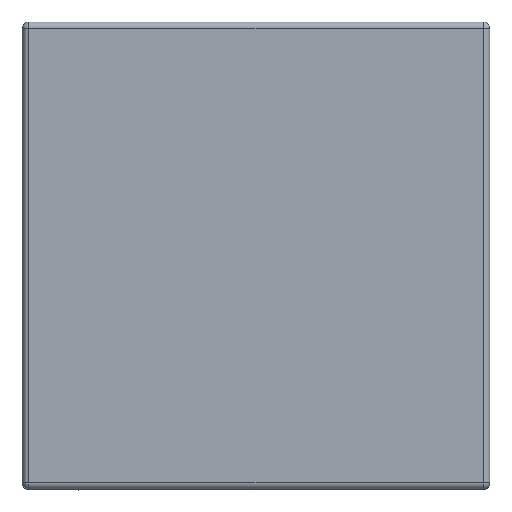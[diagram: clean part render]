
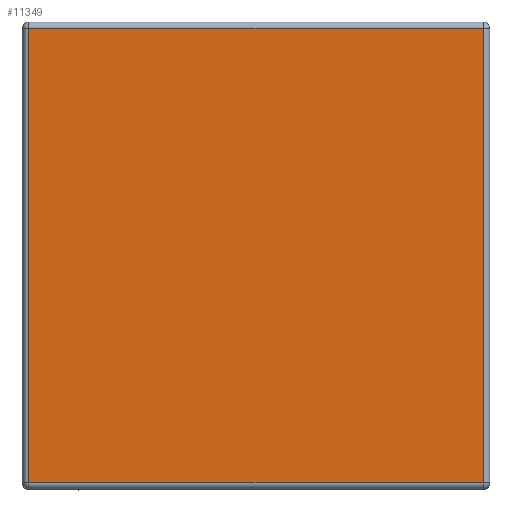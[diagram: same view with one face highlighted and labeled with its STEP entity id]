
A CAD part, top view. The second image highlights one B-rep face of the part: STEP entity #11349.
In plain terms, the highlighted planar face has unit normal (0, 0, 1).
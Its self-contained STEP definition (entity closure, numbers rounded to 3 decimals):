
#406 = CARTESIAN_POINT ( 'NONE',  ( 3.65, 3.75, 3. ) ) ;
#810 = VERTEX_POINT ( 'NONE', #1556 ) ;
#1183 = VERTEX_POINT ( 'NONE', #4622 ) ;
#1220 = VERTEX_POINT ( 'NONE', #6887 ) ;
#1556 = CARTESIAN_POINT ( 'NONE',  ( 3.65, -3.65, 3. ) ) ;
#1593 = LINE ( 'NONE', #8079, #6120 ) ;
#2073 = PLANE ( 'NONE',  #6918 ) ;
#2486 = DIRECTION ( 'NONE',  ( 0., 0., 1. ) ) ;
#2945 = CARTESIAN_POINT ( 'NONE',  ( -3.65, 3.65, 3. ) ) ;
#2979 = FACE_OUTER_BOUND ( 'NONE', #3979, .T. ) ;
#3330 = EDGE_CURVE ( 'NONE', #810, #1183, #9744, .T. ) ;
#3413 = DIRECTION ( 'NONE',  ( 0., -1., 0. ) ) ;
#3979 = EDGE_LOOP ( 'NONE', ( #7146, #10625, #11285, #11925 ) ) ;
#4073 = VECTOR ( 'NONE', #3413, 1000. ) ;
#4466 = DIRECTION ( 'NONE',  ( 1., 0., 0. ) ) ;
#4622 = CARTESIAN_POINT ( 'NONE',  ( 3.65, 3.65, 3. ) ) ;
#4729 = VECTOR ( 'NONE', #4466, 1000. ) ;
#5086 = VECTOR ( 'NONE', #11638, 1000. ) ;
#5138 = DIRECTION ( 'NONE',  ( 1., 0., 0. ) ) ;
#5210 = LINE ( 'NONE', #8067, #4073 ) ;
#5852 = EDGE_CURVE ( 'NONE', #9516, #1220, #5210, .T. ) ;
#6120 = VECTOR ( 'NONE', #11899, 1000. ) ;
#6887 = CARTESIAN_POINT ( 'NONE',  ( -3.65, -3.65, 3. ) ) ;
#6918 = AXIS2_PLACEMENT_3D ( 'NONE', #9963, #2486, #5138 ) ;
#7146 = ORIENTED_EDGE ( 'NONE', *, *, #5852, .T. ) ;
#7162 = LINE ( 'NONE', #11773, #4729 ) ;
#7972 = EDGE_CURVE ( 'NONE', #1183, #9516, #1593, .T. ) ;
#7976 = EDGE_CURVE ( 'NONE', #1220, #810, #7162, .T. ) ;
#8067 = CARTESIAN_POINT ( 'NONE',  ( -3.65, -3.75, 3. ) ) ;
#8079 = CARTESIAN_POINT ( 'NONE',  ( -3.75, 3.65, 3. ) ) ;
#9516 = VERTEX_POINT ( 'NONE', #2945 ) ;
#9744 = LINE ( 'NONE', #406, #5086 ) ;
#9963 = CARTESIAN_POINT ( 'NONE',  ( 0., 0., 3. ) ) ;
#10625 = ORIENTED_EDGE ( 'NONE', *, *, #7976, .T. ) ;
#11285 = ORIENTED_EDGE ( 'NONE', *, *, #3330, .T. ) ;
#11349 = ADVANCED_FACE ( 'NONE', ( #2979 ), #2073, .T. ) ;
#11638 = DIRECTION ( 'NONE',  ( 0., 1., 0. ) ) ;
#11773 = CARTESIAN_POINT ( 'NONE',  ( 3.75, -3.65, 3. ) ) ;
#11899 = DIRECTION ( 'NONE',  ( -1., 0., 0. ) ) ;
#11925 = ORIENTED_EDGE ( 'NONE', *, *, #7972, .T. ) ;
